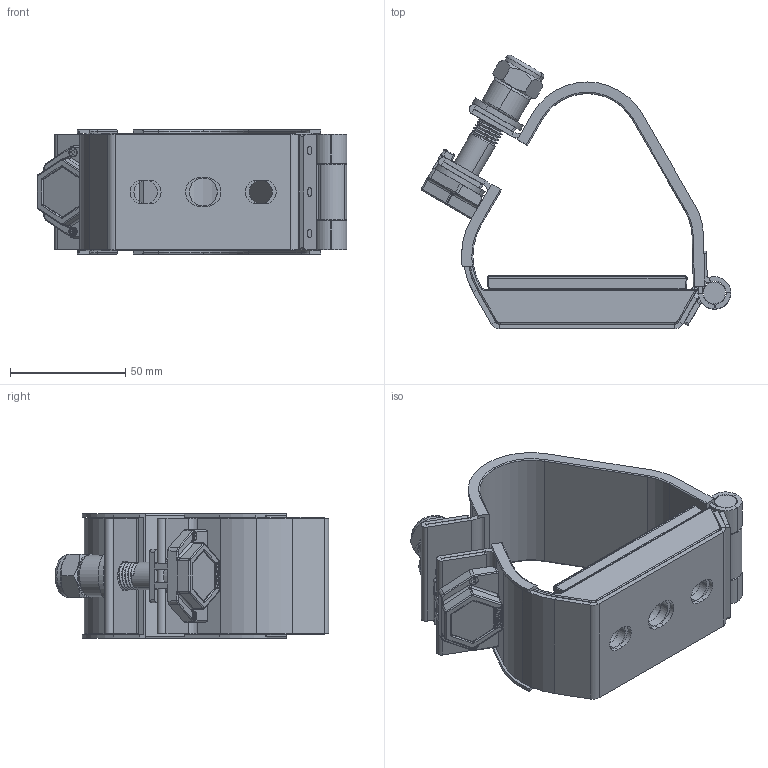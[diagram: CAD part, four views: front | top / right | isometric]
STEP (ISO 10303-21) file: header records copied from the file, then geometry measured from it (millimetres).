
FILE_DESCRIPTION (( 'STEP AP214' ), '1' );
FILE_NAME ('HDSS040046.STEP', '2022-02-08T12:43:30', ( '' ), ( '' ), 'SwSTEP 2.0', 'SolidWorks 2017', '' );
FILE_SCHEMA (( 'AUTOMOTIVE_DESIGN' ));
Length unit declared in the file: millimetre
Products named in the file (1): HDSS040046
Bounding box: 134.45 x 118.89 x 54 mm (x, y, z)
Volume: 146686.3 mm3; surface area: 117855.8 mm2
Topology: 12 solids, 12 shells, 2502 faces, 6292 edges, 3859 vertices
Faces by surface type: plane 975, cylinder 816, bspline 555, torus 63, sphere 50, cone 43
Entity records: 123513 total; most frequent: CARTESIAN_POINT 40551, ORIENTED_EDGE 12436, DIRECTION 10256, EDGE_CURVE 6218, VERTEX_POINT 3859, AXIS2_PLACEMENT_3D 3427, VECTOR 3402, LINE 3402
